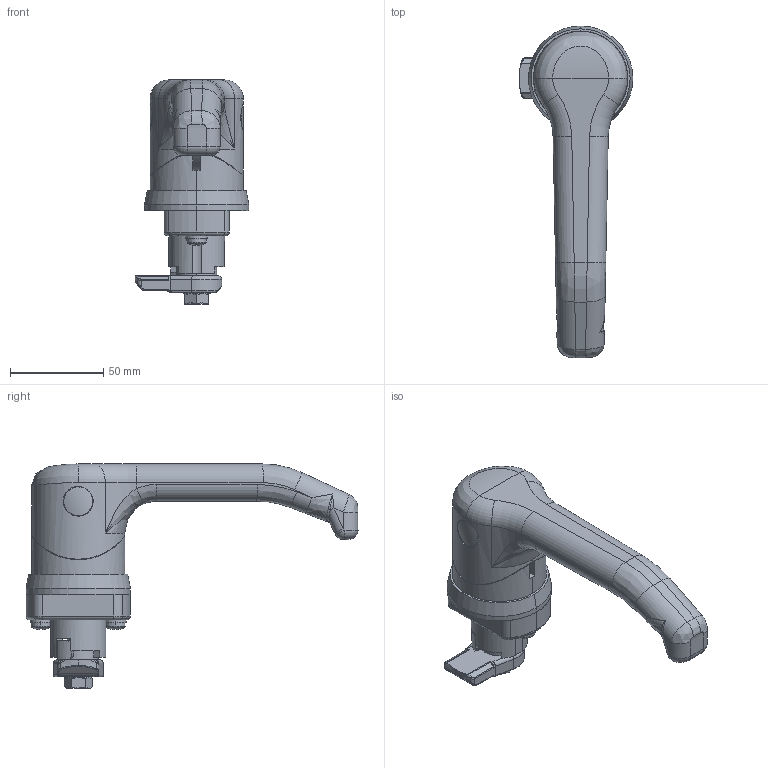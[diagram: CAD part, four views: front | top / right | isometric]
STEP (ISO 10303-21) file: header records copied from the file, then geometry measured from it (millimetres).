
FILE_DESCRIPTION (( 'STEP AP203' ), '1' );
FILE_NAME ('FA-681-1-2-R.STEP', '2020-07-21T08:23:49', ( '' ), ( '' ), 'SwSTEP 2.0', 'SolidWorks 2018', '' );
FILE_SCHEMA (( 'CONFIG_CONTROL_DESIGN' ));
Length unit declared in the file: millimetre
Products named in the file (12): FA-681-1-2_ハンドル軸_; FA-681-1-2_ハンドル_; FA-681-1-2-R; FA-681-1-2_スカート_; FA-681-1-2_カムストッパー_; FA-681-1-2_六角ボルト_内径基準ver1.05_M8×14十字穴付六角ボルト(鉄)ダブルセムス(P3); FA-681-1-2_取付座_; FA-681-1-2_主軸_; FA-681-1-2_ベース_; FA-681-1-2_止め金_; FA-681-1-2_十字穴付小ねじ_内径基準ver1.02_M6×14十字穴付なべ小ねじ(鉄)SWシングルセムス(P2); FA-681-1-2_キャップ_
Assembly tree (13 placements, depth 2):
  FA-681-1-2-R
    FA-681-1-2_ベース_
    FA-681-1-2_スカート_
    FA-681-1-2_主軸_
    FA-681-1-2_カムストッパー_
    FA-681-1-2_止め金_
    FA-681-1-2_ハンドル_
    FA-681-1-2_六角ボルト_内径基準ver1.05_M8×14十字穴付六角ボルト(鉄)ダブルセムス(P3)
    FA-681-1-2_ハンドル軸_
    FA-681-1-2_キャップ_  x2
    FA-681-1-2_取付座_
    FA-681-1-2_十字穴付小ねじ_内径基準ver1.02_M6×14十字穴付なべ小ねじ(鉄)SWシングルセムス(P2)  x2
Bounding box: 61 x 177.98 x 120.1 mm (x, y, z)
Volume: 204609.8 mm3; surface area: 74854.7 mm2
Topology: 13 solids, 13 shells, 617 faces, 1578 edges, 993 vertices
Faces by surface type: plane 252, cylinder 229, torus 46, bspline 46, cone 36, sphere 8
Entity records: 21487 total; most frequent: CARTESIAN_POINT 6501, DIRECTION 2927, ORIENTED_EDGE 2884, EDGE_CURVE 1442, AXIS2_PLACEMENT_3D 1130, VERTEX_POINT 911, VECTOR 667, LINE 667
